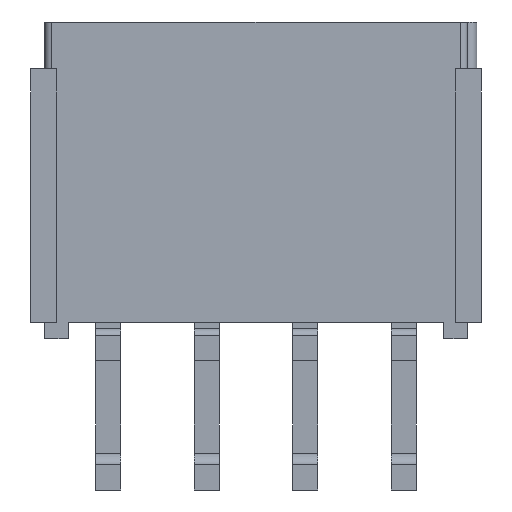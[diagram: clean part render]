
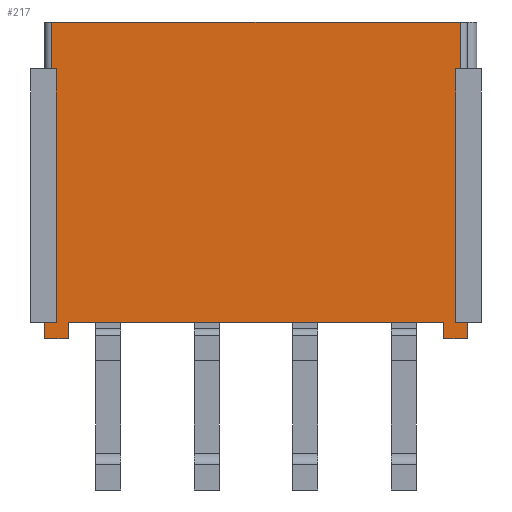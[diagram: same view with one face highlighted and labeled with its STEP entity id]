
A CAD part, front view. The second image highlights one B-rep face of the part: STEP entity #217.
In plain terms, the highlighted planar face has unit normal (0, -1, 0).
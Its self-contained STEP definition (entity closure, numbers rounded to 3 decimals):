
#217=ADVANCED_FACE('',(#609),#610,.T.);
#609=FACE_OUTER_BOUND('',#1025,.T.);
#610=PLANE('',#1026);
#1025=EDGE_LOOP('',(#2478,#2479,#2480,#2481,#2482,#2483,#2484,#2485,#2486,#2487,#2488,#2489,#2490,#2491,#2492,#2493));
#1026=AXIS2_PLACEMENT_3D('',#2494,#2495,#2496);
#2478=ORIENTED_EDGE('',*,*,#3144,.F.);
#2479=ORIENTED_EDGE('',*,*,#3150,.T.);
#2480=ORIENTED_EDGE('',*,*,#2693,.T.);
#2481=ORIENTED_EDGE('',*,*,#3151,.F.);
#2482=ORIENTED_EDGE('',*,*,#3148,.F.);
#2483=ORIENTED_EDGE('',*,*,#3152,.F.);
#2484=ORIENTED_EDGE('',*,*,#2820,.T.);
#2485=ORIENTED_EDGE('',*,*,#3134,.T.);
#2486=ORIENTED_EDGE('',*,*,#3153,.F.);
#2487=ORIENTED_EDGE('',*,*,#3154,.F.);
#2488=ORIENTED_EDGE('',*,*,#2781,.F.);
#2489=ORIENTED_EDGE('',*,*,#3155,.T.);
#2490=ORIENTED_EDGE('',*,*,#3156,.F.);
#2491=ORIENTED_EDGE('',*,*,#3157,.F.);
#2492=ORIENTED_EDGE('',*,*,#2827,.T.);
#2493=ORIENTED_EDGE('',*,*,#3158,.F.);
#2494=CARTESIAN_POINT('',(9.0,0.4,0.0));
#2495=DIRECTION('',(0.0,-1.0,0.0));
#2496=DIRECTION('',(0.0,0.0,-1.0));
#2693=EDGE_CURVE('',#3215,#3213,#3216,.T.);
#2781=EDGE_CURVE('',#3378,#3380,#3381,.T.);
#2820=EDGE_CURVE('',#3446,#3455,#3457,.T.);
#2827=EDGE_CURVE('',#3470,#3468,#3471,.T.);
#3134=EDGE_CURVE('',#3455,#3955,#3957,.T.);
#3144=EDGE_CURVE('',#3973,#3963,#3975,.T.);
#3148=EDGE_CURVE('',#3980,#3982,#3983,.T.);
#3150=EDGE_CURVE('',#3973,#3215,#3985,.T.);
#3151=EDGE_CURVE('',#3982,#3213,#3986,.T.);
#3152=EDGE_CURVE('',#3446,#3980,#3987,.T.);
#3153=EDGE_CURVE('',#3988,#3955,#3989,.T.);
#3154=EDGE_CURVE('',#3380,#3988,#3990,.T.);
#3155=EDGE_CURVE('',#3378,#3991,#3992,.T.);
#3156=EDGE_CURVE('',#3993,#3991,#3994,.T.);
#3157=EDGE_CURVE('',#3470,#3993,#3995,.T.);
#3158=EDGE_CURVE('',#3963,#3468,#3996,.T.);
#3213=VERTEX_POINT('',#4067);
#3215=VERTEX_POINT('',#4069);
#3216=LINE('',#4070,#4071);
#3378=VERTEX_POINT('',#4314);
#3380=VERTEX_POINT('',#4317);
#3381=LINE('',#4318,#4319);
#3446=VERTEX_POINT('',#4417);
#3455=VERTEX_POINT('',#4430);
#3457=LINE('',#4433,#4434);
#3468=VERTEX_POINT('',#4449);
#3470=VERTEX_POINT('',#4452);
#3471=LINE('',#4453,#4454);
#3955=VERTEX_POINT('',#5213);
#3957=LINE('',#5216,#5217);
#3963=VERTEX_POINT('',#5226);
#3973=VERTEX_POINT('',#5241);
#3975=LINE('',#5243,#5244);
#3980=VERTEX_POINT('',#5251);
#3982=VERTEX_POINT('',#5254);
#3983=LINE('',#5255,#5256);
#3985=LINE('',#5258,#5259);
#3986=LINE('',#5260,#5261);
#3987=LINE('',#5262,#5263);
#3988=VERTEX_POINT('',#5264);
#3989=LINE('',#5265,#5266);
#3990=LINE('',#5267,#5268);
#3991=VERTEX_POINT('',#5269);
#3992=LINE('',#5270,#5271);
#3993=VERTEX_POINT('',#5272);
#3994=LINE('',#5273,#5274);
#3995=LINE('',#5275,#5276);
#3996=LINE('',#5277,#5278);
#4067=CARTESIAN_POINT('',(-8.7,0.4,0.0));
#4069=CARTESIAN_POINT('',(8.7,0.4,0.0));
#4070=CARTESIAN_POINT('',(8.7,0.4,0.0));
#4071=VECTOR('',#5369,17.4);
#4314=CARTESIAN_POINT('',(8.0,0.4,-12.8));
#4317=CARTESIAN_POINT('',(-8.0,0.4,-12.8));
#4318=CARTESIAN_POINT('',(8.0,0.4,-12.8));
#4319=VECTOR('',#5467,16.0);
#4417=CARTESIAN_POINT('',(-8.5,0.4,-12.8));
#4430=CARTESIAN_POINT('',(-9.0,0.4,-12.8));
#4433=CARTESIAN_POINT('',(-8.5,0.4,-12.8));
#4434=VECTOR('',#5506,0.5);
#4449=CARTESIAN_POINT('',(8.5,0.4,-12.8));
#4452=CARTESIAN_POINT('',(9.0,0.4,-12.8));
#4453=CARTESIAN_POINT('',(9.0,0.4,-12.8));
#4454=VECTOR('',#5515,0.5);
#5213=CARTESIAN_POINT('',(-9.0,0.4,-13.5));
#5216=CARTESIAN_POINT('',(-9.0,0.4,-12.8));
#5217=VECTOR('',#5882,0.7);
#5226=CARTESIAN_POINT('',(8.5,0.4,-2.0));
#5241=CARTESIAN_POINT('',(8.7,0.4,-2.0));
#5243=CARTESIAN_POINT('',(8.7,0.4,-2.0));
#5244=VECTOR('',#5894,0.2);
#5251=CARTESIAN_POINT('',(-8.5,0.4,-2.0));
#5254=CARTESIAN_POINT('',(-8.7,0.4,-2.0));
#5255=CARTESIAN_POINT('',(-8.5,0.4,-2.0));
#5256=VECTOR('',#5898,0.2);
#5258=CARTESIAN_POINT('',(8.7,0.4,-2.0));
#5259=VECTOR('',#5902,2.0);
#5260=CARTESIAN_POINT('',(-8.7,0.4,-2.0));
#5261=VECTOR('',#5903,2.0);
#5262=CARTESIAN_POINT('',(-8.5,0.4,-12.8));
#5263=VECTOR('',#5904,10.8);
#5264=CARTESIAN_POINT('',(-8.0,0.4,-13.5));
#5265=CARTESIAN_POINT('',(-8.0,0.4,-13.5));
#5266=VECTOR('',#5905,1.0);
#5267=CARTESIAN_POINT('',(-8.0,0.4,-12.8));
#5268=VECTOR('',#5906,0.7);
#5269=CARTESIAN_POINT('',(8.0,0.4,-13.5));
#5270=CARTESIAN_POINT('',(8.0,0.4,-12.8));
#5271=VECTOR('',#5907,0.7);
#5272=CARTESIAN_POINT('',(9.0,0.4,-13.5));
#5273=CARTESIAN_POINT('',(9.0,0.4,-13.5));
#5274=VECTOR('',#5908,1.0);
#5275=CARTESIAN_POINT('',(9.0,0.4,-12.8));
#5276=VECTOR('',#5909,0.7);
#5277=CARTESIAN_POINT('',(8.5,0.4,-2.0));
#5278=VECTOR('',#5910,10.8);
#5369=DIRECTION('',(-1.0,0.0,0.0));
#5467=DIRECTION('',(-1.0,0.0,0.0));
#5506=DIRECTION('',(-1.0,0.0,0.0));
#5515=DIRECTION('',(-1.0,0.0,0.0));
#5882=DIRECTION('',(0.0,0.0,-1.0));
#5894=DIRECTION('',(-1.0,0.0,0.0));
#5898=DIRECTION('',(-1.0,0.0,0.0));
#5902=DIRECTION('',(0.0,0.0,1.0));
#5903=DIRECTION('',(0.0,0.0,1.0));
#5904=DIRECTION('',(0.0,0.0,1.0));
#5905=DIRECTION('',(-1.0,0.0,0.0));
#5906=DIRECTION('',(0.0,0.0,-1.0));
#5907=DIRECTION('',(0.0,0.0,-1.0));
#5908=DIRECTION('',(-1.0,0.0,0.0));
#5909=DIRECTION('',(0.0,0.0,-1.0));
#5910=DIRECTION('',(0.0,0.0,-1.0));
